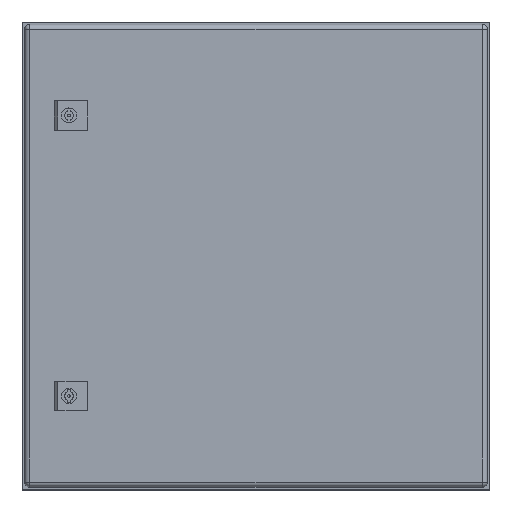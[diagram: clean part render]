
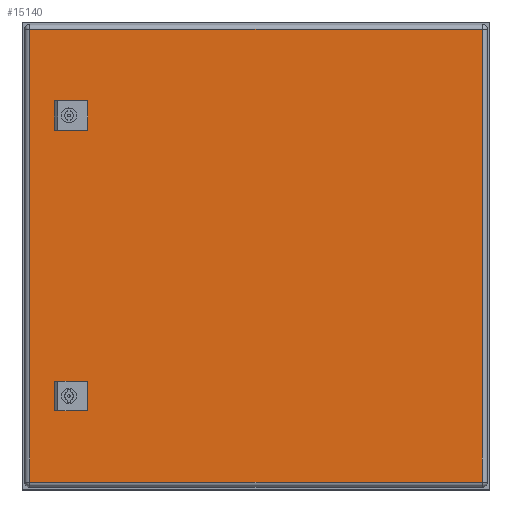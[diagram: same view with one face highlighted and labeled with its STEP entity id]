
A CAD part, top view. The second image highlights one B-rep face of the part: STEP entity #15140.
In plain terms, the highlighted planar face has unit normal (0, 0, 1).
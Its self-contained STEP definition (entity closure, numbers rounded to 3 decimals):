
#12421=CARTESIAN_POINT('',(242.,-242.,0.));
#12422=VERTEX_POINT('',#12421);
#13835=CARTESIAN_POINT('',(242.,242.,0.));
#13836=VERTEX_POINT('',#13835);
#13969=CARTESIAN_POINT('',(-242.,242.,0.));
#13970=VERTEX_POINT('',#13969);
#13995=CARTESIAN_POINT('',(-242.,-242.,0.));
#13996=VERTEX_POINT('',#13995);
#14199=CARTESIAN_POINT('',(-242.,242.,0.));
#14200=DIRECTION('',(0.,-1.,0.));
#14201=VECTOR('',#14200,484.);
#14202=LINE('',#14199,#14201);
#14203=EDGE_CURVE('',#13970,#13996,#14202,.T.);
#14451=CARTESIAN_POINT('',(242.,242.,0.));
#14452=DIRECTION('',(0.,-1.,0.));
#14453=VECTOR('',#14452,484.);
#14454=LINE('',#14451,#14453);
#14455=EDGE_CURVE('',#13836,#12422,#14454,.T.);
#14867=CARTESIAN_POINT('',(242.,242.,0.));
#14868=DIRECTION('',(-1.,0.,0.));
#14869=VECTOR('',#14868,484.);
#14870=LINE('',#14867,#14869);
#14871=EDGE_CURVE('',#13836,#13970,#14870,.T.);
#15052=CARTESIAN_POINT('',(242.,-242.,0.));
#15053=DIRECTION('',(-1.,0.,-0.));
#15054=VECTOR('',#15053,484.);
#15055=LINE('',#15052,#15054);
#15056=EDGE_CURVE('',#12422,#13996,#15055,.T.);
#15061=CARTESIAN_POINT('',(242.,242.,0.));
#15062=DIRECTION('',(0.,0.,-1.));
#15063=DIRECTION('',(-1.,0.,0.));
#15064=AXIS2_PLACEMENT_3D('',#15061,#15062,#15063);
#15065=PLANE('',#15064);
#15066=CARTESIAN_POINT('',(-211.05,161.05,0.));
#15067=VERTEX_POINT('',#15066);
#15068=CARTESIAN_POINT('',(-211.05,138.95,0.));
#15069=VERTEX_POINT('',#15068);
#15070=CARTESIAN_POINT('',(-211.05,161.05,0.));
#15071=DIRECTION('',(0.,-1.,0.));
#15072=VECTOR('',#15071,22.1);
#15073=LINE('',#15070,#15072);
#15074=EDGE_CURVE('',#15067,#15069,#15073,.T.);
#15075=ORIENTED_EDGE('',*,*,#15074,.F.);
#15076=CARTESIAN_POINT('',(-188.95,161.05,0.));
#15077=VERTEX_POINT('',#15076);
#15078=CARTESIAN_POINT('',(-188.95,161.05,0.));
#15079=DIRECTION('',(-1.,0.,0.));
#15080=VECTOR('',#15079,22.1);
#15081=LINE('',#15078,#15080);
#15082=EDGE_CURVE('',#15077,#15067,#15081,.T.);
#15083=ORIENTED_EDGE('',*,*,#15082,.F.);
#15084=CARTESIAN_POINT('',(-188.95,138.95,0.));
#15085=VERTEX_POINT('',#15084);
#15086=CARTESIAN_POINT('',(-188.95,138.95,0.));
#15087=DIRECTION('',(0.,1.,0.));
#15088=VECTOR('',#15087,22.1);
#15089=LINE('',#15086,#15088);
#15090=EDGE_CURVE('',#15085,#15077,#15089,.T.);
#15091=ORIENTED_EDGE('',*,*,#15090,.F.);
#15092=CARTESIAN_POINT('',(-211.05,138.95,0.));
#15093=DIRECTION('',(1.,0.,-0.));
#15094=VECTOR('',#15093,22.1);
#15095=LINE('',#15092,#15094);
#15096=EDGE_CURVE('',#15069,#15085,#15095,.T.);
#15097=ORIENTED_EDGE('',*,*,#15096,.F.);
#15098=EDGE_LOOP('',(#15075,#15083,#15091,#15097));
#15099=FACE_BOUND('',#15098,.T.);
#15100=CARTESIAN_POINT('',(-211.05,-138.95,0.));
#15101=VERTEX_POINT('',#15100);
#15102=CARTESIAN_POINT('',(-211.05,-161.05,0.));
#15103=VERTEX_POINT('',#15102);
#15104=CARTESIAN_POINT('',(-211.05,-138.95,0.));
#15105=DIRECTION('',(0.,-1.,0.));
#15106=VECTOR('',#15105,22.1);
#15107=LINE('',#15104,#15106);
#15108=EDGE_CURVE('',#15101,#15103,#15107,.T.);
#15109=ORIENTED_EDGE('',*,*,#15108,.F.);
#15110=CARTESIAN_POINT('',(-188.95,-138.95,0.));
#15111=VERTEX_POINT('',#15110);
#15112=CARTESIAN_POINT('',(-188.95,-138.95,0.));
#15113=DIRECTION('',(-1.,0.,0.));
#15114=VECTOR('',#15113,22.1);
#15115=LINE('',#15112,#15114);
#15116=EDGE_CURVE('',#15111,#15101,#15115,.T.);
#15117=ORIENTED_EDGE('',*,*,#15116,.F.);
#15118=CARTESIAN_POINT('',(-188.95,-161.05,0.));
#15119=VERTEX_POINT('',#15118);
#15120=CARTESIAN_POINT('',(-188.95,-161.05,0.));
#15121=DIRECTION('',(0.,1.,0.));
#15122=VECTOR('',#15121,22.1);
#15123=LINE('',#15120,#15122);
#15124=EDGE_CURVE('',#15119,#15111,#15123,.T.);
#15125=ORIENTED_EDGE('',*,*,#15124,.F.);
#15126=CARTESIAN_POINT('',(-211.05,-161.05,0.));
#15127=DIRECTION('',(1.,0.,-0.));
#15128=VECTOR('',#15127,22.1);
#15129=LINE('',#15126,#15128);
#15130=EDGE_CURVE('',#15103,#15119,#15129,.T.);
#15131=ORIENTED_EDGE('',*,*,#15130,.F.);
#15132=EDGE_LOOP('',(#15109,#15117,#15125,#15131));
#15133=FACE_BOUND('',#15132,.T.);
#15134=ORIENTED_EDGE('',*,*,#14203,.T.);
#15135=ORIENTED_EDGE('',*,*,#15056,.F.);
#15136=ORIENTED_EDGE('',*,*,#14455,.F.);
#15137=ORIENTED_EDGE('',*,*,#14871,.T.);
#15138=EDGE_LOOP('',(#15134,#15135,#15136,#15137));
#15139=FACE_BOUND('',#15138,.T.);
#15140=ADVANCED_FACE('',(#15099,#15133,#15139),#15065,.F.);
